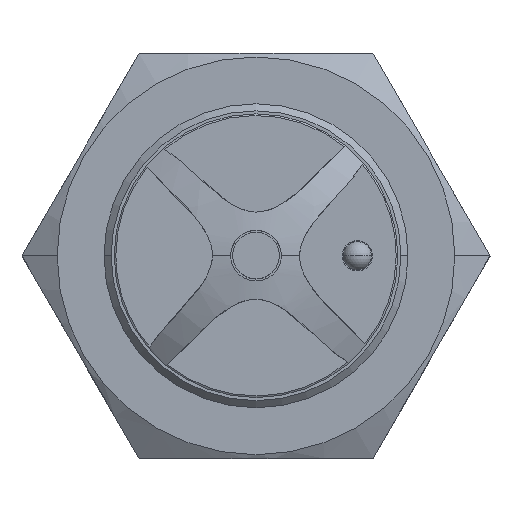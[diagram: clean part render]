
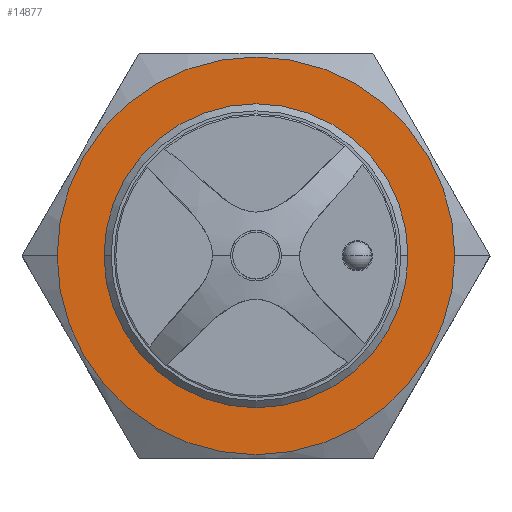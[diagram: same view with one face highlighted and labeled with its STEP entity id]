
A CAD part, top view. The second image highlights one B-rep face of the part: STEP entity #14877.
In plain terms, the highlighted planar face has unit normal (0, 0, 1).
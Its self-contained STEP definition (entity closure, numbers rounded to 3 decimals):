
#170 = CARTESIAN_POINT ( 'NONE',  ( -19.625, 0., 28.362 ) ) ;
#2210 = ORIENTED_EDGE ( 'NONE', *, *, #22974, .T. ) ;
#2980 = AXIS2_PLACEMENT_3D ( 'NONE', #9823, #31642, #28493 ) ;
#3689 = DIRECTION ( 'NONE',  ( -1., 0., 0. ) ) ;
#3789 = AXIS2_PLACEMENT_3D ( 'NONE', #11611, #30290, #3689 ) ;
#5543 = PLANE ( 'NONE',  #32464 ) ;
#6294 = ORIENTED_EDGE ( 'NONE', *, *, #27668, .T. ) ;
#6769 = EDGE_CURVE ( 'NONE', #26148, #21721, #15308, .T. ) ;
#7707 = DIRECTION ( 'NONE',  ( 0., 0., -1. ) ) ;
#9823 = CARTESIAN_POINT ( 'NONE',  ( 0., 0., 28.362 ) ) ;
#10150 = FACE_OUTER_BOUND ( 'NONE', #12490, .T. ) ;
#10735 = ORIENTED_EDGE ( 'NONE', *, *, #33927, .F. ) ;
#10921 = CIRCLE ( 'NONE', #3789, 19.625 ) ;
#11119 = CARTESIAN_POINT ( 'NONE',  ( -13.706, 0., 28.362 ) ) ;
#11611 = CARTESIAN_POINT ( 'NONE',  ( 0., 0., 28.362 ) ) ;
#11894 = CARTESIAN_POINT ( 'NONE',  ( 19.625, 0., 28.362 ) ) ;
#12071 = DIRECTION ( 'NONE',  ( 0., 0., -1. ) ) ;
#12490 = EDGE_LOOP ( 'NONE', ( #19265, #10735 ) ) ;
#12780 = CIRCLE ( 'NONE', #15407, 13.706 ) ;
#13040 = AXIS2_PLACEMENT_3D ( 'NONE', #28074, #12071, #33421 ) ;
#13444 = VERTEX_POINT ( 'NONE', #19740 ) ;
#14877 = ADVANCED_FACE ( 'NONE', ( #33972, #10150 ), #5543, .T. ) ;
#15308 = CIRCLE ( 'NONE', #13040, 19.625 ) ;
#15407 = AXIS2_PLACEMENT_3D ( 'NONE', #29173, #7707, #15409 ) ;
#15409 = DIRECTION ( 'NONE',  ( 1., 0., 0. ) ) ;
#16721 = VERTEX_POINT ( 'NONE', #11119 ) ;
#19265 = ORIENTED_EDGE ( 'NONE', *, *, #6769, .F. ) ;
#19740 = CARTESIAN_POINT ( 'NONE',  ( 13.706, 0., 28.362 ) ) ;
#21721 = VERTEX_POINT ( 'NONE', #11894 ) ;
#22974 = EDGE_CURVE ( 'NONE', #13444, #16721, #12780, .T. ) ;
#23340 = EDGE_LOOP ( 'NONE', ( #2210, #6294 ) ) ;
#26148 = VERTEX_POINT ( 'NONE', #170 ) ;
#27668 = EDGE_CURVE ( 'NONE', #16721, #13444, #30849, .T. ) ;
#28074 = CARTESIAN_POINT ( 'NONE',  ( 0., 0., 28.362 ) ) ;
#28493 = DIRECTION ( 'NONE',  ( 1., 0., 0. ) ) ;
#29173 = CARTESIAN_POINT ( 'NONE',  ( 0., 0., 28.362 ) ) ;
#29478 = DIRECTION ( 'NONE',  ( 0., 0., 1. ) ) ;
#29809 = CARTESIAN_POINT ( 'NONE',  ( 11.547, -20., 28.362 ) ) ;
#30290 = DIRECTION ( 'NONE',  ( 0., 0., -1. ) ) ;
#30849 = CIRCLE ( 'NONE', #2980, 13.706 ) ;
#31642 = DIRECTION ( 'NONE',  ( 0., 0., -1. ) ) ;
#32464 = AXIS2_PLACEMENT_3D ( 'NONE', #29809, #29478, #33520 ) ;
#33421 = DIRECTION ( 'NONE',  ( -1., 0., 0. ) ) ;
#33520 = DIRECTION ( 'NONE',  ( 1., 0., 0. ) ) ;
#33927 = EDGE_CURVE ( 'NONE', #21721, #26148, #10921, .T. ) ;
#33972 = FACE_BOUND ( 'NONE', #23340, .T. ) ;
